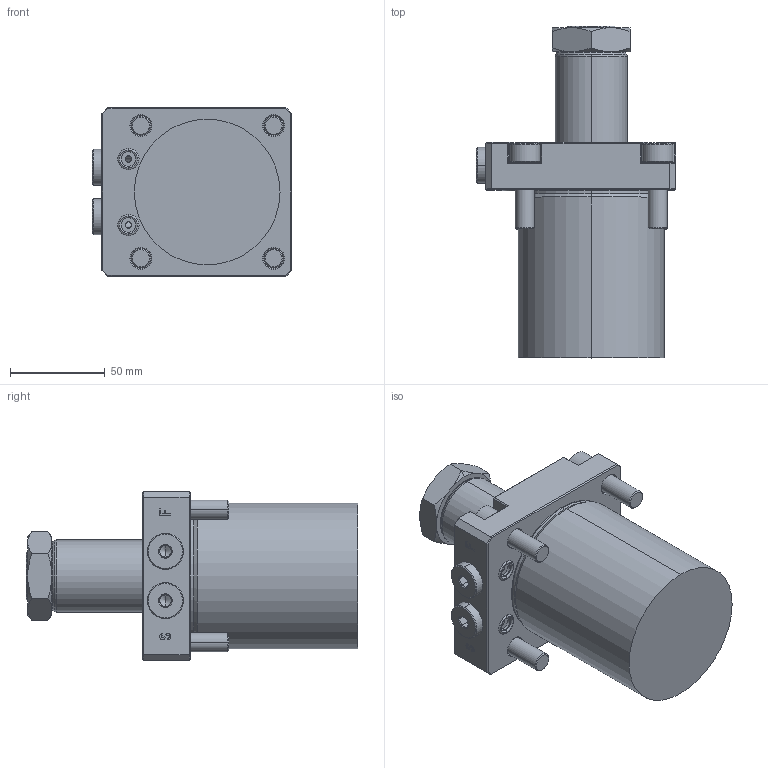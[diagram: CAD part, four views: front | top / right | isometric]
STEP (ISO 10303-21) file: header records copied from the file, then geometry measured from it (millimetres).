
FILE_DESCRIPTION (( 'STEP AP214' ), '1' );
FILE_NAME ('MVI-FS553833-45E.step', '2023-11-02T19:16:47', ( '' ), ( '' ), 'SwSTEP 2.0', 'SolidWorks 2020', '' );
FILE_SCHEMA (( 'AUTOMOTIVE_DESIGN' ));
Length unit declared in the file: millimetre
Products named in the file (1): MVI-FS553833-45E
Bounding box: 105 x 174.95 x 89 mm (x, y, z)
Volume: 626043.7 mm3; surface area: 87943.3 mm2
Topology: 9 solids, 11 shells, 474 faces, 1095 edges, 674 vertices
Faces by surface type: plane 206, cylinder 108, cone 96, bspline 34, torus 30
Entity records: 15855 total; most frequent: CARTESIAN_POINT 4323, DIRECTION 2219, ORIENTED_EDGE 2174, EDGE_CURVE 1087, AXIS2_PLACEMENT_3D 806, VERTEX_POINT 674, VECTOR 607, LINE 607
